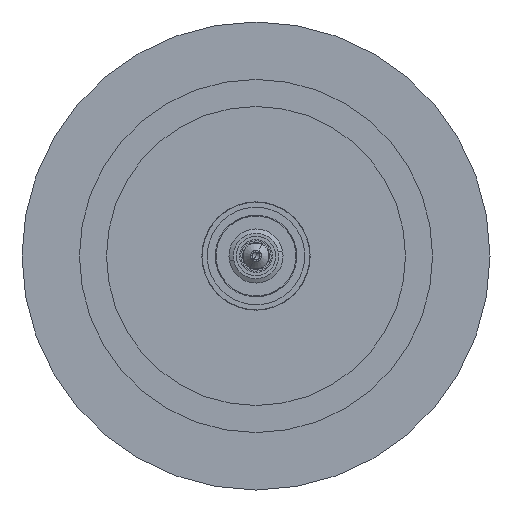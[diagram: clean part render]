
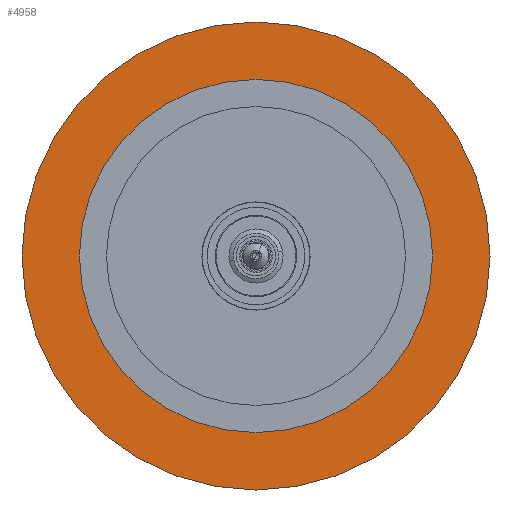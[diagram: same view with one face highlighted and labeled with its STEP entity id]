
A CAD part, front view. The second image highlights one B-rep face of the part: STEP entity #4958.
In plain terms, the highlighted planar face has unit normal (0, -1, 0).
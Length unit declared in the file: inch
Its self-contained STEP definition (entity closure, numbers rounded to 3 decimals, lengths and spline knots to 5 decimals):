
#339 = CARTESIAN_POINT ( 'NONE',  ( 0., -0.87271, 0. ) ) ;
#347 = PLANE ( 'NONE',  #2229 ) ;
#349 = DIRECTION ( 'NONE',  ( 0., 1., 0. ) ) ;
#350 = DIRECTION ( 'NONE',  ( 1., 0., 0. ) ) ;
#1691 = VERTEX_POINT ( 'NONE', #3540 ) ;
#1692 = VERTEX_POINT ( 'NONE', #3541 ) ;
#1695 = VERTEX_POINT ( 'NONE', #3544 ) ;
#1696 = VERTEX_POINT ( 'NONE', #3545 ) ;
#1894 = CIRCLE ( 'NONE', #5366, 1.08 ) ;
#1896 = CIRCLE ( 'NONE', #5371, 0.815 ) ;
#2229 = AXIS2_PLACEMENT_3D ( 'NONE', #339, #349, #350 ) ;
#3214 = ORIENTED_EDGE ( 'NONE', *, *, #3777, .F. ) ;
#3216 = ORIENTED_EDGE ( 'NONE', *, *, #3771, .F. ) ;
#3217 = ORIENTED_EDGE ( 'NONE', *, *, #3743, .F. ) ;
#3219 = ORIENTED_EDGE ( 'NONE', *, *, #3764, .F. ) ;
#3540 = CARTESIAN_POINT ( 'NONE',  ( 0.815, -0.87271, 0. ) ) ;
#3541 = CARTESIAN_POINT ( 'NONE',  ( -0.815, -0.87271, 0. ) ) ;
#3544 = CARTESIAN_POINT ( 'NONE',  ( 1.08, -0.87271, 0. ) ) ;
#3545 = CARTESIAN_POINT ( 'NONE',  ( -1.08, -0.87271, 0. ) ) ;
#3743 = EDGE_CURVE ( 'NONE', #1691, #1692, #4528, .T. ) ;
#3764 = EDGE_CURVE ( 'NONE', #1695, #1696, #4554, .T. ) ;
#3771 = EDGE_CURVE ( 'NONE', #1696, #1695, #1894, .T. ) ;
#3777 = EDGE_CURVE ( 'NONE', #1692, #1691, #1896, .T. ) ;
#4059 = EDGE_LOOP ( 'NONE', ( #3214, #3217 ) ) ;
#4060 = EDGE_LOOP ( 'NONE', ( #3216, #3219 ) ) ;
#4528 = CIRCLE ( 'NONE', #5268, 0.815 ) ;
#4554 = CIRCLE ( 'NONE', #5378, 1.08 ) ;
#4958 = ADVANCED_FACE ( 'NONE', ( #5752, #5750 ), #347, .F. ) ;
#5268 = AXIS2_PLACEMENT_3D ( 'NONE', #5713, #5714, #5715 ) ;
#5366 = AXIS2_PLACEMENT_3D ( 'NONE', #5839, #5841, #5843 ) ;
#5371 = AXIS2_PLACEMENT_3D ( 'NONE', #5879, #5881, #5883 ) ;
#5378 = AXIS2_PLACEMENT_3D ( 'NONE', #5798, #5800, #5802 ) ;
#5713 = CARTESIAN_POINT ( 'NONE',  ( 0., -0.87271, 0. ) ) ;
#5714 = DIRECTION ( 'NONE',  ( 0., -1., 0. ) ) ;
#5715 = DIRECTION ( 'NONE',  ( -1., 0., 0. ) ) ;
#5750 = FACE_OUTER_BOUND ( 'NONE', #4060, .T. ) ;
#5752 = FACE_BOUND ( 'NONE', #4059, .T. ) ;
#5798 = CARTESIAN_POINT ( 'NONE',  ( 0., -0.87271, 0. ) ) ;
#5800 = DIRECTION ( 'NONE',  ( 0., 1., 0. ) ) ;
#5802 = DIRECTION ( 'NONE',  ( 1., 0., 0. ) ) ;
#5839 = CARTESIAN_POINT ( 'NONE',  ( 0., -0.87271, 0. ) ) ;
#5841 = DIRECTION ( 'NONE',  ( 0., 1., 0. ) ) ;
#5843 = DIRECTION ( 'NONE',  ( 1., 0., 0. ) ) ;
#5879 = CARTESIAN_POINT ( 'NONE',  ( 0., -0.87271, 0. ) ) ;
#5881 = DIRECTION ( 'NONE',  ( 0., -1., 0. ) ) ;
#5883 = DIRECTION ( 'NONE',  ( -1., 0., 0. ) ) ;
